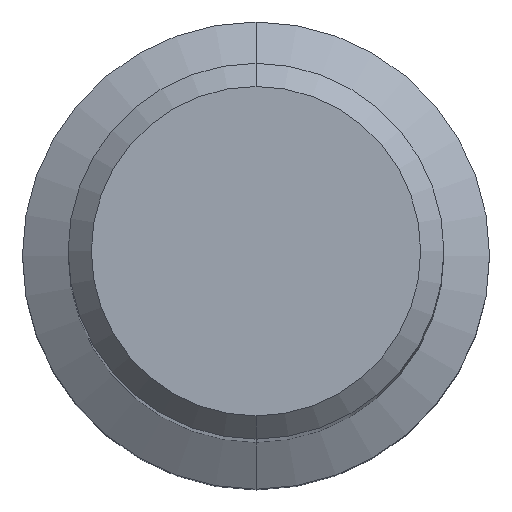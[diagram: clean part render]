
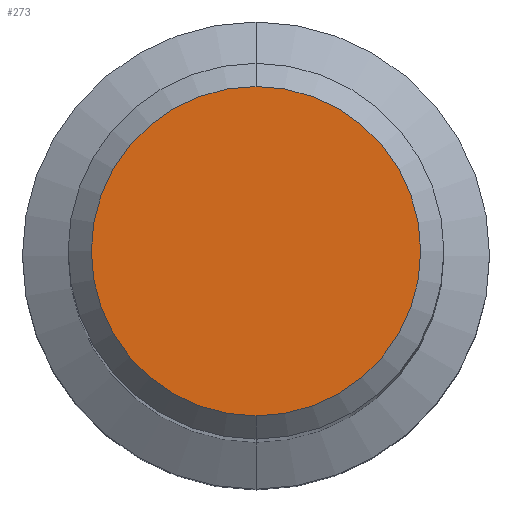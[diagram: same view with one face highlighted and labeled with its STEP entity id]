
A CAD part, top view. The second image highlights one B-rep face of the part: STEP entity #273.
In plain terms, the highlighted planar face has unit normal (0, 0, 1).
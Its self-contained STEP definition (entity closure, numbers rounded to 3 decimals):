
#273=ADVANCED_FACE('',(#668),#669,.T.);
#279=VERTEX_POINT('',#675);
#291=EDGE_CURVE('',#279,#309,#687,.T.);
#309=VERTEX_POINT('',#708);
#379=EDGE_CURVE('',#309,#279,#782,.T.);
#668=FACE_OUTER_BOUND('',#1150,.T.);
#669=PLANE('',#1151);
#675=CARTESIAN_POINT('',(0.,-8.461,0.0));
#687=CIRCLE('',#1177,8.461);
#708=CARTESIAN_POINT('',(0.0,8.461,0.0));
#782=CIRCLE('',#1368,8.461);
#1150=EDGE_LOOP('',(#1935,#1936));
#1151=AXIS2_PLACEMENT_3D('',#1937,#1938,#1939);
#1177=AXIS2_PLACEMENT_3D('',#1946,#1947,#1948);
#1368=AXIS2_PLACEMENT_3D('',#2044,#2045,#2046);
#1935=ORIENTED_EDGE('',*,*,#379,.F.);
#1936=ORIENTED_EDGE('',*,*,#291,.F.);
#1937=CARTESIAN_POINT('',(0.0,4.231,0.0));
#1938=DIRECTION('',(-0.0,0.0,1.0));
#1939=DIRECTION('',(0.0,-1.0,0.0));
#1946=CARTESIAN_POINT('',(0.0,0.0,0.0));
#1947=DIRECTION('',(0.0,0.0,-1.0));
#1948=DIRECTION('',(0.0,1.0,0.0));
#2044=CARTESIAN_POINT('',(0.0,0.0,0.0));
#2045=DIRECTION('',(0.0,0.0,-1.0));
#2046=DIRECTION('',(0.0,1.0,0.0));
